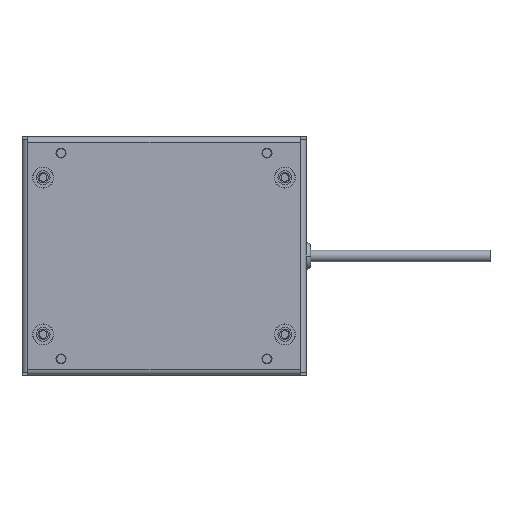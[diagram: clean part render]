
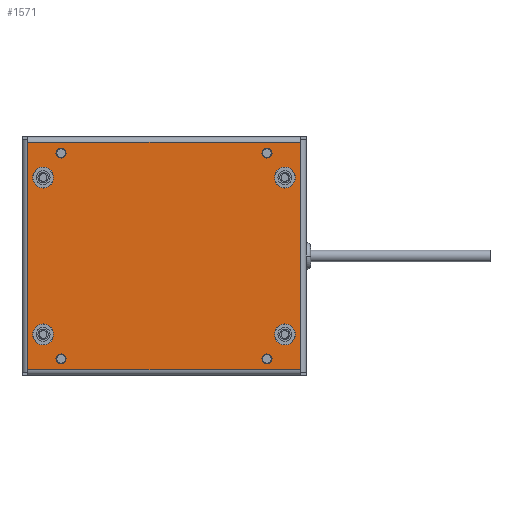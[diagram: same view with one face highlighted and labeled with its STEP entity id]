
A CAD part, front view. The second image highlights one B-rep face of the part: STEP entity #1571.
In plain terms, the highlighted planar face has unit normal (0, -1, 0).
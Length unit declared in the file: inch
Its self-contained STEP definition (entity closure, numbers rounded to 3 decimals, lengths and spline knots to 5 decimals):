
#381=DIRECTION('',(0.,0.,1.));
#382=VECTOR('',#381,3.478);
#383=CARTESIAN_POINT('',(-2.083,-0.048,-1.739));
#384=LINE('',#383,#382);
#394=CARTESIAN_POINT('',(1.575,-0.048,-1.575));
#395=DIRECTION('',(0.,1.,0.));
#396=DIRECTION('',(0.,0.,1.));
#397=AXIS2_PLACEMENT_3D('',#394,#395,#396);
#399=CARTESIAN_POINT('',(1.575,-0.048,-1.575));
#400=DIRECTION('',(0.,1.,0.));
#401=DIRECTION('',(0.,0.,-1.));
#402=AXIS2_PLACEMENT_3D('',#399,#400,#401);
#404=CARTESIAN_POINT('',(1.575,-0.048,1.575));
#405=DIRECTION('',(0.,1.,0.));
#406=DIRECTION('',(0.,0.,1.));
#407=AXIS2_PLACEMENT_3D('',#404,#405,#406);
#409=CARTESIAN_POINT('',(1.575,-0.048,1.575));
#410=DIRECTION('',(0.,1.,0.));
#411=DIRECTION('',(0.,0.,-1.));
#412=AXIS2_PLACEMENT_3D('',#409,#410,#411);
#414=CARTESIAN_POINT('',(-1.575,-0.048,1.575));
#415=DIRECTION('',(0.,1.,0.));
#416=DIRECTION('',(0.,0.,1.));
#417=AXIS2_PLACEMENT_3D('',#414,#415,#416);
#419=CARTESIAN_POINT('',(-1.575,-0.048,1.575));
#420=DIRECTION('',(0.,1.,0.));
#421=DIRECTION('',(0.,0.,-1.));
#422=AXIS2_PLACEMENT_3D('',#419,#420,#421);
#424=CARTESIAN_POINT('',(-1.575,-0.048,-1.575));
#425=DIRECTION('',(0.,1.,0.));
#426=DIRECTION('',(0.,0.,1.));
#427=AXIS2_PLACEMENT_3D('',#424,#425,#426);
#429=CARTESIAN_POINT('',(-1.575,-0.048,-1.575));
#430=DIRECTION('',(0.,1.,0.));
#431=DIRECTION('',(0.,0.,-1.));
#432=AXIS2_PLACEMENT_3D('',#429,#430,#431);
#434=CARTESIAN_POINT('',(1.85,-0.048,-1.2));
#435=DIRECTION('',(0.,1.,0.));
#436=DIRECTION('',(-1.,0.,0.));
#437=AXIS2_PLACEMENT_3D('',#434,#435,#436);
#439=CARTESIAN_POINT('',(1.85,-0.048,-1.2));
#440=DIRECTION('',(0.,1.,0.));
#441=DIRECTION('',(1.,0.,0.));
#442=AXIS2_PLACEMENT_3D('',#439,#440,#441);
#444=CARTESIAN_POINT('',(1.85,-0.048,1.2));
#445=DIRECTION('',(0.,1.,0.));
#446=DIRECTION('',(-1.,0.,0.));
#447=AXIS2_PLACEMENT_3D('',#444,#445,#446);
#449=CARTESIAN_POINT('',(1.85,-0.048,1.2));
#450=DIRECTION('',(0.,1.,0.));
#451=DIRECTION('',(1.,0.,0.));
#452=AXIS2_PLACEMENT_3D('',#449,#450,#451);
#454=CARTESIAN_POINT('',(-1.85,-0.048,1.2));
#455=DIRECTION('',(0.,1.,0.));
#456=DIRECTION('',(-1.,0.,0.));
#457=AXIS2_PLACEMENT_3D('',#454,#455,#456);
#459=CARTESIAN_POINT('',(-1.85,-0.048,1.2));
#460=DIRECTION('',(0.,1.,0.));
#461=DIRECTION('',(1.,0.,0.));
#462=AXIS2_PLACEMENT_3D('',#459,#460,#461);
#464=CARTESIAN_POINT('',(-1.85,-0.048,-1.2));
#465=DIRECTION('',(0.,1.,0.));
#466=DIRECTION('',(-1.,0.,0.));
#467=AXIS2_PLACEMENT_3D('',#464,#465,#466);
#469=CARTESIAN_POINT('',(-1.85,-0.048,-1.2));
#470=DIRECTION('',(0.,1.,0.));
#471=DIRECTION('',(1.,0.,0.));
#472=AXIS2_PLACEMENT_3D('',#469,#470,#471);
#488=DIRECTION('',(1.,0.,0.));
#489=VECTOR('',#488,4.166);
#490=CARTESIAN_POINT('',(-2.083,-0.048,1.739));
#491=LINE('',#490,#489);
#571=DIRECTION('',(0.,0.,-1.));
#572=VECTOR('',#571,3.478);
#573=CARTESIAN_POINT('',(2.083,-0.048,1.739));
#574=LINE('',#573,#572);
#640=DIRECTION('',(-1.,0.,0.));
#641=VECTOR('',#640,4.166);
#642=CARTESIAN_POINT('',(2.083,-0.048,-1.739));
#643=LINE('',#642,#641);
#824=CARTESIAN_POINT('',(-2.083,-0.048,1.739));
#825=VERTEX_POINT('',#824);
#828=CARTESIAN_POINT('',(2.083,-0.048,1.739));
#829=VERTEX_POINT('',#828);
#878=CARTESIAN_POINT('',(-1.575,-0.048,-1.51));
#879=CARTESIAN_POINT('',(-1.575,-0.048,-1.64));
#880=VERTEX_POINT('',#878);
#881=VERTEX_POINT('',#879);
#882=CARTESIAN_POINT('',(-1.575,-0.048,1.64));
#883=CARTESIAN_POINT('',(-1.575,-0.048,1.51));
#884=VERTEX_POINT('',#882);
#885=VERTEX_POINT('',#883);
#886=CARTESIAN_POINT('',(1.575,-0.048,1.64));
#887=CARTESIAN_POINT('',(1.575,-0.048,1.51));
#888=VERTEX_POINT('',#886);
#889=VERTEX_POINT('',#887);
#890=CARTESIAN_POINT('',(1.575,-0.048,-1.51));
#891=CARTESIAN_POINT('',(1.575,-0.048,-1.64));
#892=VERTEX_POINT('',#890);
#893=VERTEX_POINT('',#891);
#928=CARTESIAN_POINT('',(2.083,-0.048,-1.739));
#929=VERTEX_POINT('',#928);
#932=CARTESIAN_POINT('',(-2.083,-0.048,-1.739));
#933=VERTEX_POINT('',#932);
#966=CARTESIAN_POINT('',(-2.01,-0.048,-1.2));
#967=CARTESIAN_POINT('',(-1.69,-0.048,-1.2));
#968=VERTEX_POINT('',#966);
#969=VERTEX_POINT('',#967);
#970=CARTESIAN_POINT('',(-2.01,-0.048,1.2));
#971=CARTESIAN_POINT('',(-1.69,-0.048,1.2));
#972=VERTEX_POINT('',#970);
#973=VERTEX_POINT('',#971);
#974=CARTESIAN_POINT('',(1.69,-0.048,1.2));
#975=CARTESIAN_POINT('',(2.01,-0.048,1.2));
#976=VERTEX_POINT('',#974);
#977=VERTEX_POINT('',#975);
#978=CARTESIAN_POINT('',(1.69,-0.048,-1.2));
#979=CARTESIAN_POINT('',(2.01,-0.048,-1.2));
#980=VERTEX_POINT('',#978);
#981=VERTEX_POINT('',#979);
#1509=CARTESIAN_POINT('',(0.,-0.048,0.));
#1510=DIRECTION('',(0.,1.,0.));
#1511=DIRECTION('',(1.,0.,0.));
#1512=AXIS2_PLACEMENT_3D('',#1509,#1510,#1511);
#1513=PLANE('',#1512);
#1514=ORIENTED_EDGE('',*,*,#1502,.T.);
#1516=ORIENTED_EDGE('',*,*,#1515,.T.);
#1518=ORIENTED_EDGE('',*,*,#1517,.T.);
#1520=ORIENTED_EDGE('',*,*,#1519,.T.);
#1521=EDGE_LOOP('',(#1514,#1516,#1518,#1520));
#1522=FACE_OUTER_BOUND('',#1521,.F.);
#1524=ORIENTED_EDGE('',*,*,#1523,.F.);
#1526=ORIENTED_EDGE('',*,*,#1525,.F.);
#1527=EDGE_LOOP('',(#1524,#1526));
#1528=FACE_BOUND('',#1527,.F.);
#1530=ORIENTED_EDGE('',*,*,#1529,.F.);
#1532=ORIENTED_EDGE('',*,*,#1531,.F.);
#1533=EDGE_LOOP('',(#1530,#1532));
#1534=FACE_BOUND('',#1533,.F.);
#1536=ORIENTED_EDGE('',*,*,#1535,.F.);
#1538=ORIENTED_EDGE('',*,*,#1537,.F.);
#1539=EDGE_LOOP('',(#1536,#1538));
#1540=FACE_BOUND('',#1539,.F.);
#1542=ORIENTED_EDGE('',*,*,#1541,.F.);
#1544=ORIENTED_EDGE('',*,*,#1543,.F.);
#1545=EDGE_LOOP('',(#1542,#1544));
#1546=FACE_BOUND('',#1545,.F.);
#1548=ORIENTED_EDGE('',*,*,#1547,.F.);
#1550=ORIENTED_EDGE('',*,*,#1549,.F.);
#1551=EDGE_LOOP('',(#1548,#1550));
#1552=FACE_BOUND('',#1551,.F.);
#1554=ORIENTED_EDGE('',*,*,#1553,.F.);
#1556=ORIENTED_EDGE('',*,*,#1555,.F.);
#1557=EDGE_LOOP('',(#1554,#1556));
#1558=FACE_BOUND('',#1557,.F.);
#1560=ORIENTED_EDGE('',*,*,#1559,.F.);
#1562=ORIENTED_EDGE('',*,*,#1561,.F.);
#1563=EDGE_LOOP('',(#1560,#1562));
#1564=FACE_BOUND('',#1563,.F.);
#1566=ORIENTED_EDGE('',*,*,#1565,.F.);
#1568=ORIENTED_EDGE('',*,*,#1567,.F.);
#1569=EDGE_LOOP('',(#1566,#1568));
#1570=FACE_BOUND('',#1569,.F.);
#1571=ADVANCED_FACE('',(#1522,#1528,#1534,#1540,#1546,#1552,#1558,#1564,#1570),
#1513,.F.);
#398=CIRCLE('',#397,0.065);
#403=CIRCLE('',#402,0.065);
#408=CIRCLE('',#407,0.065);
#413=CIRCLE('',#412,0.065);
#418=CIRCLE('',#417,0.065);
#423=CIRCLE('',#422,0.065);
#428=CIRCLE('',#427,0.065);
#433=CIRCLE('',#432,0.065);
#438=CIRCLE('',#437,0.16);
#443=CIRCLE('',#442,0.16);
#448=CIRCLE('',#447,0.16);
#453=CIRCLE('',#452,0.16);
#458=CIRCLE('',#457,0.16);
#463=CIRCLE('',#462,0.16);
#468=CIRCLE('',#467,0.16);
#473=CIRCLE('',#472,0.16);
#1502=EDGE_CURVE('',#933,#825,#384,.T.);
#1515=EDGE_CURVE('',#825,#829,#491,.T.);
#1517=EDGE_CURVE('',#829,#929,#574,.T.);
#1519=EDGE_CURVE('',#929,#933,#643,.T.);
#1523=EDGE_CURVE('',#892,#893,#398,.T.);
#1525=EDGE_CURVE('',#893,#892,#403,.T.);
#1529=EDGE_CURVE('',#888,#889,#408,.T.);
#1531=EDGE_CURVE('',#889,#888,#413,.T.);
#1535=EDGE_CURVE('',#884,#885,#418,.T.);
#1537=EDGE_CURVE('',#885,#884,#423,.T.);
#1541=EDGE_CURVE('',#880,#881,#428,.T.);
#1543=EDGE_CURVE('',#881,#880,#433,.T.);
#1547=EDGE_CURVE('',#980,#981,#438,.T.);
#1549=EDGE_CURVE('',#981,#980,#443,.T.);
#1553=EDGE_CURVE('',#976,#977,#448,.T.);
#1555=EDGE_CURVE('',#977,#976,#453,.T.);
#1559=EDGE_CURVE('',#972,#973,#458,.T.);
#1561=EDGE_CURVE('',#973,#972,#463,.T.);
#1565=EDGE_CURVE('',#968,#969,#468,.T.);
#1567=EDGE_CURVE('',#969,#968,#473,.T.);
